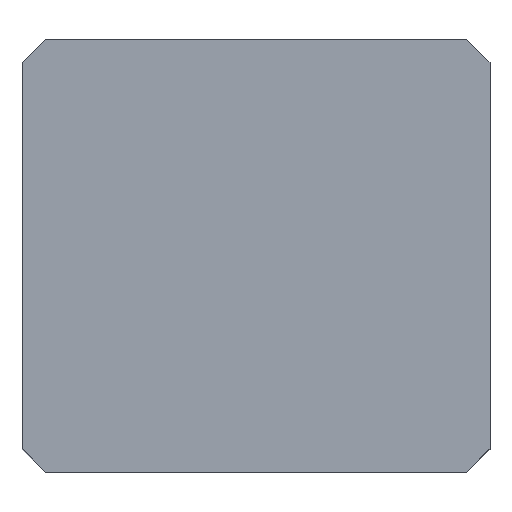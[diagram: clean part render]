
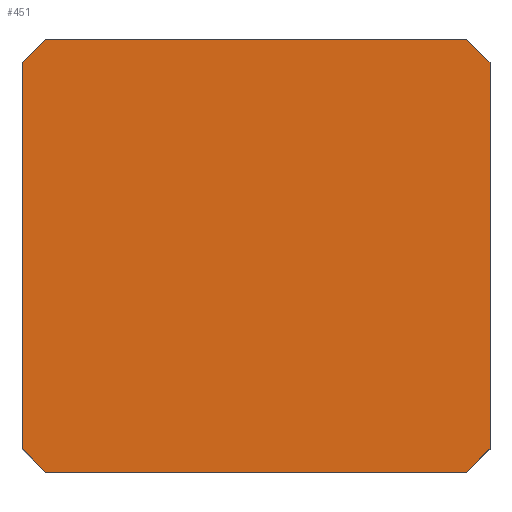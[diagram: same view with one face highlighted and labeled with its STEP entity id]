
A CAD part, top view. The second image highlights one B-rep face of the part: STEP entity #451.
In plain terms, the highlighted planar face has unit normal (0, 0, 1).
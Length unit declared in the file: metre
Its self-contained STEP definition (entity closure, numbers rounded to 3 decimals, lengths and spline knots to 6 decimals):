
#82=ORIENTED_EDGE('',*,*,#176,.T.);
#83=ORIENTED_EDGE('',*,*,#202,.T.);
#84=ORIENTED_EDGE('',*,*,#190,.F.);
#85=ORIENTED_EDGE('',*,*,#203,.T.);
#86=ORIENTED_EDGE('',*,*,#162,.F.);
#87=ORIENTED_EDGE('',*,*,#204,.T.);
#88=ORIENTED_EDGE('',*,*,#170,.T.);
#89=ORIENTED_EDGE('',*,*,#205,.T.);
#162=EDGE_CURVE('',#226,#227,#265,.T.);
#170=EDGE_CURVE('',#235,#234,#272,.T.);
#176=EDGE_CURVE('',#241,#240,#277,.T.);
#190=EDGE_CURVE('',#250,#251,#290,.T.);
#202=EDGE_CURVE('',#240,#251,#302,.F.);
#203=EDGE_CURVE('',#250,#227,#303,.T.);
#204=EDGE_CURVE('',#226,#235,#304,.F.);
#205=EDGE_CURVE('',#234,#241,#305,.T.);
#226=VERTEX_POINT('',#660);
#227=VERTEX_POINT('',#662);
#234=VERTEX_POINT('',#677);
#235=VERTEX_POINT('',#679);
#240=VERTEX_POINT('',#690);
#241=VERTEX_POINT('',#692);
#250=VERTEX_POINT('',#718);
#251=VERTEX_POINT('',#719);
#265=LINE('',#661,#321);
#272=LINE('',#678,#328);
#277=LINE('',#691,#333);
#290=LINE('',#717,#346);
#302=LINE('',#740,#358);
#303=LINE('',#741,#359);
#304=LINE('',#742,#360);
#305=LINE('',#743,#361);
#321=VECTOR('',#530,1.);
#328=VECTOR('',#541,1.);
#333=VECTOR('',#550,1.);
#346=VECTOR('',#571,1.);
#358=VECTOR('',#589,1.);
#359=VECTOR('',#590,1.);
#360=VECTOR('',#591,1.);
#361=VECTOR('',#592,1.);
#379=EDGE_LOOP('',(#82,#83,#84,#85,#86,#87,#88,#89));
#405=FACE_BOUND('',#379,.T.);
#431=PLANE('',#494);
#451=ADVANCED_FACE('',(#405),#431,.T.);
#494=AXIS2_PLACEMENT_3D('',#739,#587,#588);
#530=DIRECTION('',(0.,-1.,0.));
#541=DIRECTION('',(-1.,0.,0.));
#550=DIRECTION('',(0.,-1.,0.));
#571=DIRECTION('',(-1.,0.,0.));
#587=DIRECTION('',(0.,0.,1.));
#588=DIRECTION('',(1.,0.,0.));
#589=DIRECTION('',(-0.707,0.707,0.));
#590=DIRECTION('',(0.707,0.707,0.));
#591=DIRECTION('',(0.707,-0.707,0.));
#592=DIRECTION('',(-0.707,-0.707,0.));
#660=CARTESIAN_POINT('',(-0.031,-0.03275,0.01251));
#661=CARTESIAN_POINT('',(-0.031,-0.041,0.01251));
#662=CARTESIAN_POINT('',(-0.031,-0.04925,0.01251));
#677=CARTESIAN_POINT('',(-0.05,-0.03175,0.01251));
#678=CARTESIAN_POINT('',(-0.041,-0.03175,0.01251));
#679=CARTESIAN_POINT('',(-0.032,-0.03175,0.01251));
#690=CARTESIAN_POINT('',(-0.051,-0.04925,0.01251));
#691=CARTESIAN_POINT('',(-0.051,-0.041,0.01251));
#692=CARTESIAN_POINT('',(-0.051,-0.03275,0.01251));
#717=CARTESIAN_POINT('',(-0.041,-0.05025,0.01251));
#718=CARTESIAN_POINT('',(-0.032,-0.05025,0.01251));
#719=CARTESIAN_POINT('',(-0.05,-0.05025,0.01251));
#739=CARTESIAN_POINT('',(-0.041,-0.041,0.01251));
#740=CARTESIAN_POINT('',(-0.050125,-0.050125,0.01251));
#741=CARTESIAN_POINT('',(-0.031875,-0.050125,0.01251));
#742=CARTESIAN_POINT('',(-0.031875,-0.031875,0.01251));
#743=CARTESIAN_POINT('',(-0.050125,-0.031875,0.01251));
